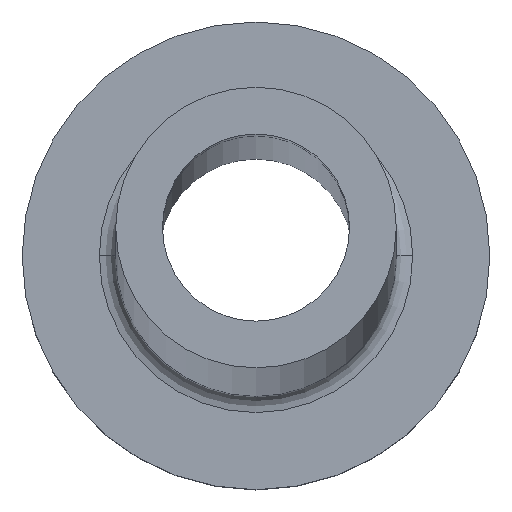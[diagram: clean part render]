
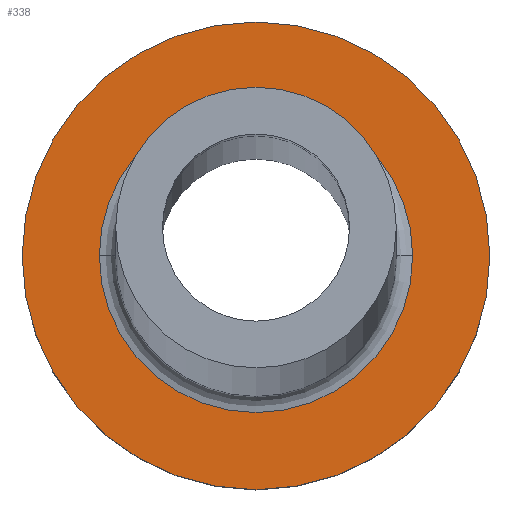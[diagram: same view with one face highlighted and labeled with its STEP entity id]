
A CAD part, top view. The second image highlights one B-rep face of the part: STEP entity #338.
In plain terms, the highlighted planar face has unit normal (0, 0, 1).
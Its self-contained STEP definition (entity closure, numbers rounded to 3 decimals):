
#13 = VERTEX_POINT ( 'NONE', #20 ) ;
#20 = CARTESIAN_POINT ( 'NONE',  ( 10., 0., 7. ) ) ;
#25 = DIRECTION ( 'NONE',  ( 1., 0., 0. ) ) ;
#26 = CIRCLE ( 'NONE', #87, 6.7 ) ;
#56 = ORIENTED_EDGE ( 'NONE', *, *, #168, .T. ) ;
#72 = CARTESIAN_POINT ( 'NONE',  ( 6.7, 0., 7. ) ) ;
#87 = AXIS2_PLACEMENT_3D ( 'NONE', #388, #174, #100 ) ;
#96 = CARTESIAN_POINT ( 'NONE',  ( 0., 0., 7. ) ) ;
#100 = DIRECTION ( 'NONE',  ( 1., 0., 0. ) ) ;
#101 = AXIS2_PLACEMENT_3D ( 'NONE', #96, #197, #436 ) ;
#111 = EDGE_CURVE ( 'NONE', #13, #395, #245, .T. ) ;
#131 = CARTESIAN_POINT ( 'NONE',  ( -10., 0., 7. ) ) ;
#132 = DIRECTION ( 'NONE',  ( 0., 0., 1. ) ) ;
#134 = DIRECTION ( 'NONE',  ( 0., 0., 1. ) ) ;
#155 = EDGE_LOOP ( 'NONE', ( #56, #207 ) ) ;
#157 = FACE_BOUND ( 'NONE', #155, .T. ) ;
#168 = EDGE_CURVE ( 'NONE', #424, #390, #26, .T. ) ;
#173 = EDGE_CURVE ( 'NONE', #395, #13, #344, .T. ) ;
#174 = DIRECTION ( 'NONE',  ( 0., 0., -1. ) ) ;
#176 = AXIS2_PLACEMENT_3D ( 'NONE', #386, #134, #25 ) ;
#197 = DIRECTION ( 'NONE',  ( 0., 0., 1. ) ) ;
#200 = AXIS2_PLACEMENT_3D ( 'NONE', #299, #132, #376 ) ;
#206 = DIRECTION ( 'NONE',  ( 0., 0., -1. ) ) ;
#207 = ORIENTED_EDGE ( 'NONE', *, *, #235, .T. ) ;
#235 = EDGE_CURVE ( 'NONE', #390, #424, #367, .T. ) ;
#237 = CARTESIAN_POINT ( 'NONE',  ( 0., 0., 7. ) ) ;
#245 = CIRCLE ( 'NONE', #200, 10. ) ;
#250 = AXIS2_PLACEMENT_3D ( 'NONE', #237, #206, #349 ) ;
#295 = FACE_OUTER_BOUND ( 'NONE', #400, .T. ) ;
#299 = CARTESIAN_POINT ( 'NONE',  ( 0., 0., 7. ) ) ;
#338 = ADVANCED_FACE ( 'NONE', ( #157, #295 ), #439, .T. ) ;
#344 = CIRCLE ( 'NONE', #176, 10. ) ;
#349 = DIRECTION ( 'NONE',  ( 1., 0., 0. ) ) ;
#367 = CIRCLE ( 'NONE', #250, 6.7 ) ;
#371 = CARTESIAN_POINT ( 'NONE',  ( -6.7, 0., 7. ) ) ;
#376 = DIRECTION ( 'NONE',  ( 1., 0., 0. ) ) ;
#386 = CARTESIAN_POINT ( 'NONE',  ( 0., 0., 7. ) ) ;
#388 = CARTESIAN_POINT ( 'NONE',  ( 0., 0., 7. ) ) ;
#390 = VERTEX_POINT ( 'NONE', #371 ) ;
#395 = VERTEX_POINT ( 'NONE', #131 ) ;
#400 = EDGE_LOOP ( 'NONE', ( #427, #410 ) ) ;
#410 = ORIENTED_EDGE ( 'NONE', *, *, #111, .T. ) ;
#424 = VERTEX_POINT ( 'NONE', #72 ) ;
#427 = ORIENTED_EDGE ( 'NONE', *, *, #173, .T. ) ;
#436 = DIRECTION ( 'NONE',  ( 1., 0., 0. ) ) ;
#439 = PLANE ( 'NONE',  #101 ) ;
